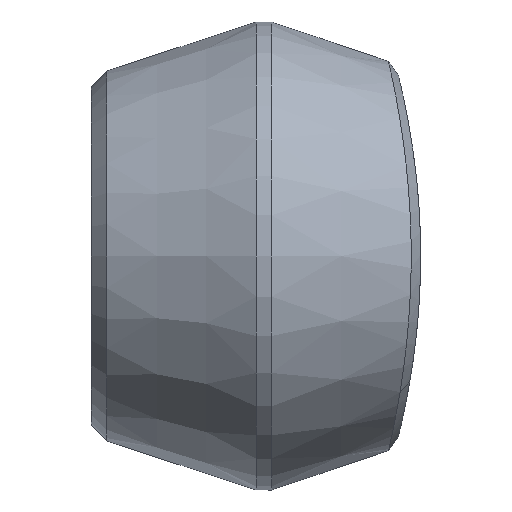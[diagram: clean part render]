
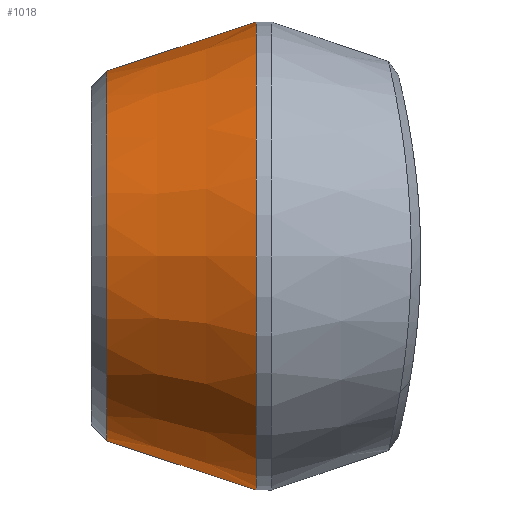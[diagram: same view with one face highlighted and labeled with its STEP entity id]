
A CAD part, left-side view. The second image highlights one B-rep face of the part: STEP entity #1018.
In plain terms, the highlighted conical face has half-angle 18.182 degrees and reference radius 20.079 mm.
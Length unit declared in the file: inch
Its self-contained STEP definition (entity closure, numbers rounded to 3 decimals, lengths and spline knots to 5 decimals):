
#27 = CARTESIAN_POINT ( 'NONE',  ( 0., 3.38812, 0. ) ) ;
#47 = LINE ( 'NONE', #405, #1126 ) ;
#75 = EDGE_LOOP ( 'NONE', ( #600, #679, #547, #541 ) ) ;
#76 = CARTESIAN_POINT ( 'NONE',  ( 0., 4.026, 0.7905 ) ) ;
#140 = AXIS2_PLACEMENT_3D ( 'NONE', #448, #732, #800 ) ;
#188 = DIRECTION ( 'NONE',  ( 0., 0., -1. ) ) ;
#267 = FACE_OUTER_BOUND ( 'NONE', #75, .T. ) ;
#300 = EDGE_CURVE ( 'NONE', #973, #701, #716, .T. ) ;
#301 = DIRECTION ( 'NONE',  ( 0., -0.95, 0.312 ) ) ;
#309 = DIRECTION ( 'NONE',  ( 0., 0., -1. ) ) ;
#358 = EDGE_CURVE ( 'NONE', #441, #885, #509, .T. ) ;
#380 = DIRECTION ( 'NONE',  ( 0., -1., 0. ) ) ;
#405 = CARTESIAN_POINT ( 'NONE',  ( 0., 4.026, -0.7905 ) ) ;
#441 = VERTEX_POINT ( 'NONE', #76 ) ;
#448 = CARTESIAN_POINT ( 'NONE',  ( 0., 4.026, 0. ) ) ;
#509 = CIRCLE ( 'NONE', #1127, 0.7905 ) ;
#541 = ORIENTED_EDGE ( 'NONE', *, *, #300, .F. ) ;
#547 = ORIENTED_EDGE ( 'NONE', *, *, #585, .T. ) ;
#578 = CARTESIAN_POINT ( 'NONE',  ( 0., 3.38812, -1. ) ) ;
#585 = EDGE_CURVE ( 'NONE', #885, #701, #47, .T. ) ;
#600 = ORIENTED_EDGE ( 'NONE', *, *, #886, .F. ) ;
#668 = LINE ( 'NONE', #946, #799 ) ;
#679 = ORIENTED_EDGE ( 'NONE', *, *, #358, .T. ) ;
#701 = VERTEX_POINT ( 'NONE', #578 ) ;
#716 = CIRCLE ( 'NONE', #1029, 1. ) ;
#732 = DIRECTION ( 'NONE',  ( 0., -1., 0. ) ) ;
#799 = VECTOR ( 'NONE', #301, 39.37008 ) ;
#800 = DIRECTION ( 'NONE',  ( 0., 0., -1. ) ) ;
#879 = DIRECTION ( 'NONE',  ( 0., -1., 0. ) ) ;
#885 = VERTEX_POINT ( 'NONE', #928 ) ;
#886 = EDGE_CURVE ( 'NONE', #441, #973, #668, .T. ) ;
#928 = CARTESIAN_POINT ( 'NONE',  ( 0., 4.026, -0.7905 ) ) ;
#946 = CARTESIAN_POINT ( 'NONE',  ( 0., 4.026, 0.7905 ) ) ;
#973 = VERTEX_POINT ( 'NONE', #1147 ) ;
#1018 = ADVANCED_FACE ( 'NONE', ( #267 ), #1172, .T. ) ;
#1029 = AXIS2_PLACEMENT_3D ( 'NONE', #27, #380, #188 ) ;
#1038 = DIRECTION ( 'NONE',  ( 0., -0.95, -0.312 ) ) ;
#1126 = VECTOR ( 'NONE', #1038, 39.37008 ) ;
#1127 = AXIS2_PLACEMENT_3D ( 'NONE', #1139, #879, #309 ) ;
#1139 = CARTESIAN_POINT ( 'NONE',  ( 0., 4.026, 0. ) ) ;
#1147 = CARTESIAN_POINT ( 'NONE',  ( 0., 3.38812, 1. ) ) ;
#1172 = CONICAL_SURFACE ( 'NONE', #140, 0.7905, 0.317 ) ;
